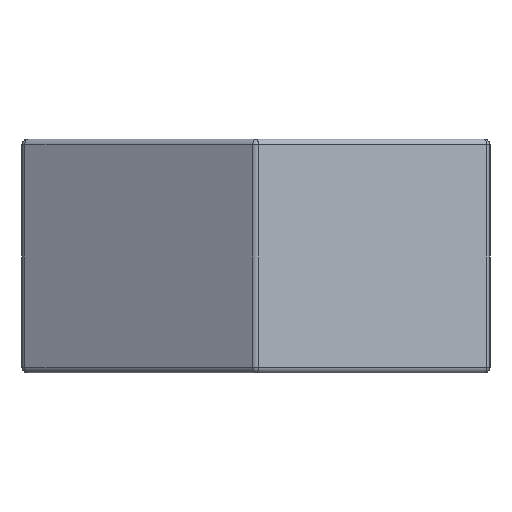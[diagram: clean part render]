
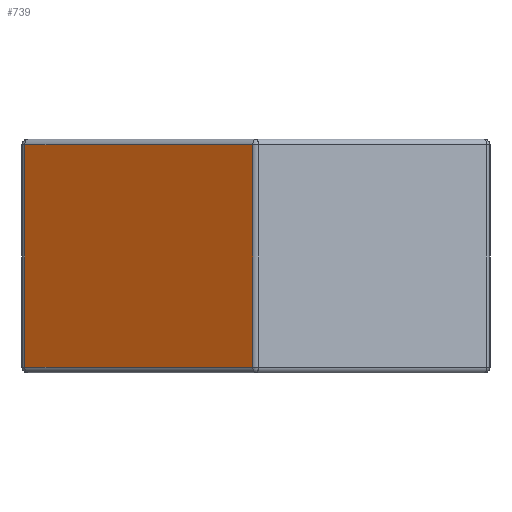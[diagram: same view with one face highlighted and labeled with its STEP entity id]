
A CAD part, left-side view. The second image highlights one B-rep face of the part: STEP entity #739.
In plain terms, the highlighted planar face has unit normal (-0.866, 0.501, 0).
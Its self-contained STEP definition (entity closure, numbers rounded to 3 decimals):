
#22=PLANE('',#839);
#73=FACE_OUTER_BOUND('',#123,.T.);
#123=EDGE_LOOP('',(#587,#588,#589,#590));
#236=LINE('',#1441,#280);
#238=LINE('',#1448,#282);
#240=LINE('',#1454,#284);
#241=LINE('',#1455,#285);
#280=VECTOR('',#1020,10.);
#282=VECTOR('',#1030,10.);
#284=VECTOR('',#1036,10.);
#285=VECTOR('',#1037,10.);
#345=VERTEX_POINT('',#1433);
#348=VERTEX_POINT('',#1440);
#349=VERTEX_POINT('',#1447);
#351=VERTEX_POINT('',#1453);
#433=EDGE_CURVE('',#345,#348,#236,.T.);
#437=EDGE_CURVE('',#348,#349,#238,.T.);
#440=EDGE_CURVE('',#351,#345,#240,.T.);
#441=EDGE_CURVE('',#349,#351,#241,.T.);
#587=ORIENTED_EDGE('',*,*,#433,.F.);
#588=ORIENTED_EDGE('',*,*,#440,.F.);
#589=ORIENTED_EDGE('',*,*,#441,.F.);
#590=ORIENTED_EDGE('',*,*,#437,.F.);
#739=ADVANCED_FACE('',(#73),#22,.T.);
#839=AXIS2_PLACEMENT_3D('',#1452,#1034,#1035);
#1020=DIRECTION('',(0.,0.,1.));
#1030=DIRECTION('',(-0.501,-0.866,0.));
#1034=DIRECTION('center_axis',(-0.866,0.501,0.));
#1035=DIRECTION('ref_axis',(-0.501,-0.866,0.));
#1036=DIRECTION('',(0.501,0.866,0.));
#1037=DIRECTION('',(0.,0.,-1.));
#1433=CARTESIAN_POINT('',(52.165,-21.048,0.1));
#1440=CARTESIAN_POINT('',(52.165,-21.048,3.9));
#1441=CARTESIAN_POINT('',(52.165,-21.048,0.));
#1447=CARTESIAN_POINT('',(49.91,-24.946,3.9));
#1448=CARTESIAN_POINT('',(51.616,-21.997,3.9));
#1452=CARTESIAN_POINT('Origin',(52.194,-20.998,0.));
#1453=CARTESIAN_POINT('',(49.91,-24.946,0.1));
#1454=CARTESIAN_POINT('',(51.616,-21.997,0.1));
#1455=CARTESIAN_POINT('',(49.91,-24.946,0.));
